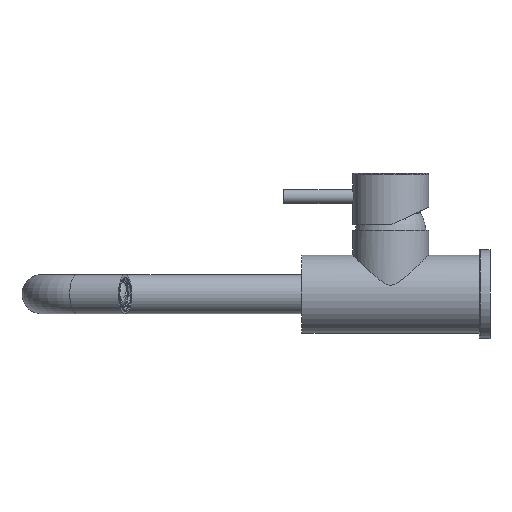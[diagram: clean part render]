
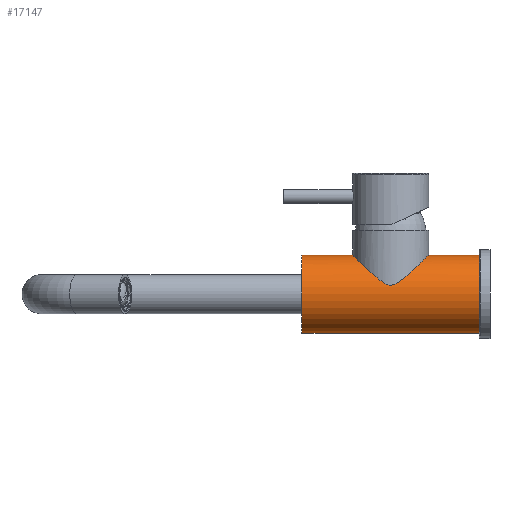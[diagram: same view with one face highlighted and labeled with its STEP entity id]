
A CAD part, left-side view. The second image highlights one B-rep face of the part: STEP entity #17147.
In plain terms, the highlighted cylindrical face has radius 22 mm (diameter 44 mm), a full revolution.
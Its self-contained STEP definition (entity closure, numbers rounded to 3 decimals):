
#378=B_SPLINE_CURVE_WITH_KNOTS('',3,(#25121,#25122,#25123,#25124,#25125,
#25126,#25127,#25128,#25129,#25130,#25131,#25132,#25133,#25134,#25135,#25136),
 .UNSPECIFIED.,.F.,.F.,(4,1,1,1,1,1,1,1,1,1,1,1,1,4),(0.,
0.004,0.007,0.014,0.022,
0.025,0.029,0.036,0.04,
0.043,0.047,0.05,0.054,
0.058),.UNSPECIFIED.);
#379=B_SPLINE_CURVE_WITH_KNOTS('',3,(#25140,#25141,#25142,#25143,#25144,
#25145,#25146,#25147,#25148,#25149,#25150,#25151,#25152,#25153,#25154,#25155),
 .UNSPECIFIED.,.F.,.F.,(4,1,1,1,1,1,1,1,1,1,1,1,1,4),(0.,
0.004,0.007,0.014,0.022,
0.025,0.029,0.032,0.036,
0.04,0.043,0.05,0.054,
0.058),.UNSPECIFIED.);
#495=CYLINDRICAL_SURFACE('',#18539,22.);
#993=LINE('',#25118,#1371);
#994=LINE('',#25138,#1372);
#1371=VECTOR('',#20857,1000.);
#1372=VECTOR('',#20858,1000.);
#2362=ORIENTED_EDGE('',*,*,#4296,.T.);
#2363=ORIENTED_EDGE('',*,*,#4297,.F.);
#2364=ORIENTED_EDGE('',*,*,#4298,.F.);
#2365=ORIENTED_EDGE('',*,*,#4299,.T.);
#2366=ORIENTED_EDGE('',*,*,#4300,.F.);
#2367=ORIENTED_EDGE('',*,*,#4301,.T.);
#4296=EDGE_CURVE('',#5362,#5362,#6157,.T.);
#4297=EDGE_CURVE('',#5363,#5363,#6158,.T.);
#4298=EDGE_CURVE('',#5364,#5365,#993,.T.);
#4299=EDGE_CURVE('',#5364,#5366,#378,.T.);
#4300=EDGE_CURVE('',#5367,#5366,#994,.F.);
#4301=EDGE_CURVE('',#5367,#5365,#379,.T.);
#5362=VERTEX_POINT('',#25115);
#5363=VERTEX_POINT('',#25117);
#5364=VERTEX_POINT('',#25119);
#5365=VERTEX_POINT('',#25120);
#5366=VERTEX_POINT('',#25137);
#5367=VERTEX_POINT('',#25139);
#6157=CIRCLE('',#18540,22.);
#6158=CIRCLE('',#18541,22.);
#7045=EDGE_LOOP('',(#2362));
#7046=EDGE_LOOP('',(#2363));
#7047=EDGE_LOOP('',(#2364,#2365,#2366,#2367));
#8422=FACE_BOUND('',#7045,.T.);
#8423=FACE_BOUND('',#7046,.T.);
#8424=FACE_BOUND('',#7047,.T.);
#17147=ADVANCED_FACE('',(#8422,#8423,#8424),#495,.T.);
#18539=AXIS2_PLACEMENT_3D('',#25113,#20851,#20852);
#18540=AXIS2_PLACEMENT_3D('',#25114,#20853,#20854);
#18541=AXIS2_PLACEMENT_3D('',#25116,#20855,#20856);
#20851=DIRECTION('',(0.,0.,-1.));
#20852=DIRECTION('',(-1.,0.,0.));
#20853=DIRECTION('',(0.,0.,-1.));
#20854=DIRECTION('',(-1.,0.,0.));
#20855=DIRECTION('',(0.,0.,-1.));
#20856=DIRECTION('',(-1.,0.,0.));
#20857=DIRECTION('',(0.,0.,-1.));
#20858=DIRECTION('',(0.,0.,-1.));
#25113=CARTESIAN_POINT('',(0.,0.,90.));
#25114=CARTESIAN_POINT('',(0.,0.,100.));
#25115=CARTESIAN_POINT('',(-22.,0.,100.));
#25116=CARTESIAN_POINT('',(0.,0.,0.));
#25117=CARTESIAN_POINT('',(-22.,0.,0.));
#25118=CARTESIAN_POINT('',(11.25,-18.906,90.));
#25119=CARTESIAN_POINT('',(11.25,-18.906,53.623));
#25120=CARTESIAN_POINT('',(11.25,-18.906,46.377));
#25121=CARTESIAN_POINT('',(11.25,-18.906,53.623));
#25122=CARTESIAN_POINT('',(11.62,-18.686,54.772));
#25123=CARTESIAN_POINT('',(12.598,-18.074,56.879));
#25124=CARTESIAN_POINT('',(14.987,-16.242,60.694));
#25125=CARTESIAN_POINT('',(18.109,-12.958,64.705));
#25126=CARTESIAN_POINT('',(20.645,-8.189,67.693));
#25127=CARTESIAN_POINT('',(21.794,-3.65,69.015));
#25128=CARTESIAN_POINT('',(22.207,1.212,69.485));
#25129=CARTESIAN_POINT('',(21.377,6.016,68.544));
#25130=CARTESIAN_POINT('',(19.635,10.092,66.504));
#25131=CARTESIAN_POINT('',(18.037,12.712,64.574));
#25132=CARTESIAN_POINT('',(16.242,14.921,62.294));
#25133=CARTESIAN_POINT('',(14.402,16.69,59.76));
#25134=CARTESIAN_POINT('',(12.599,18.074,56.882));
#25135=CARTESIAN_POINT('',(11.619,18.686,54.77));
#25136=CARTESIAN_POINT('',(11.25,18.906,53.623));
#25137=CARTESIAN_POINT('',(11.25,18.906,53.623));
#25138=CARTESIAN_POINT('',(11.25,18.906,90.));
#25139=CARTESIAN_POINT('',(11.25,18.906,46.377));
#25140=CARTESIAN_POINT('',(11.25,18.906,46.377));
#25141=CARTESIAN_POINT('',(11.62,18.686,45.228));
#25142=CARTESIAN_POINT('',(12.597,18.075,43.122));
#25143=CARTESIAN_POINT('',(14.985,16.244,39.31));
#25144=CARTESIAN_POINT('',(18.105,12.964,35.3));
#25145=CARTESIAN_POINT('',(20.64,8.195,32.312));
#25146=CARTESIAN_POINT('',(21.792,3.669,30.987));
#25147=CARTESIAN_POINT('',(22.102,-0.003,30.634));
#25148=CARTESIAN_POINT('',(21.801,-3.606,30.977));
#25149=CARTESIAN_POINT('',(20.94,-7.034,31.968));
#25150=CARTESIAN_POINT('',(19.64,-10.082,33.489));
#25151=CARTESIAN_POINT('',(17.509,-13.58,36.067));
#25152=CARTESIAN_POINT('',(14.991,-16.239,39.305));
#25153=CARTESIAN_POINT('',(12.616,-18.062,43.086));
#25154=CARTESIAN_POINT('',(11.618,-18.687,45.234));
#25155=CARTESIAN_POINT('',(11.25,-18.906,46.377));
